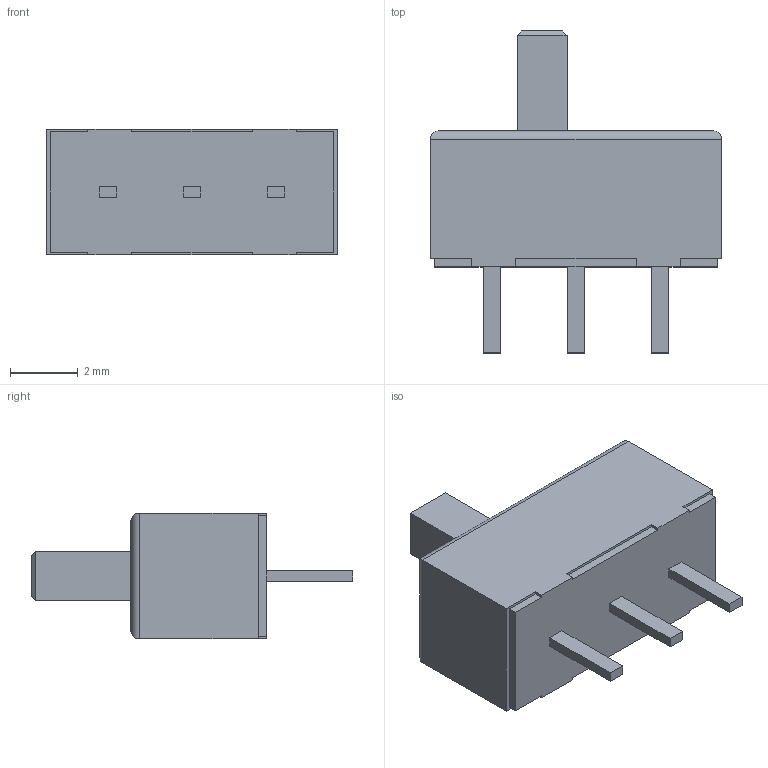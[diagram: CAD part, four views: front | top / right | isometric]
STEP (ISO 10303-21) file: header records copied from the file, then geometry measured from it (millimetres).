
FILE_DESCRIPTION(/* description */ ('Unknown'),/* implementation_level */ '2;1');
FILE_NAME(/* name */ 'Switch - Selector - SS12D00',/* time_stamp */ '2018-10-30T16:24:37-04:00',/* author */ ('Unknown'),/* organization */ ('Unknown'),/* preprocessor_version */ 'ST-DEVELOPER v16.7',/* originating_system */ 'DEX',/* authorisation */ $);
FILE_SCHEMA (('AUTOMOTIVE_DESIGN {1 0 10303 214 3 1 1}'));
Length unit declared in the file: millimetre
Products named in the file (1): Switch - Selector - SS12D00
Bounding box: 8.59 x 9.5 x 3.71 mm (x, y, z)
Volume: 133.1 mm3; surface area: 202.8 mm2
Topology: 1 solids, 21 shells, 231 faces, 544 edges, 360 vertices
Faces by surface type: plane 188, bspline 39, cylinder 4
Entity records: 9465 total; most frequent: CARTESIAN_POINT 3157, ORIENTED_EDGE 1080, DIRECTION 666, EDGE_CURVE 540, VERTEX_POINT 360, LINE 272, VECTOR 272, B_SPLINE_CURVE_WITH_KNOTS 264
